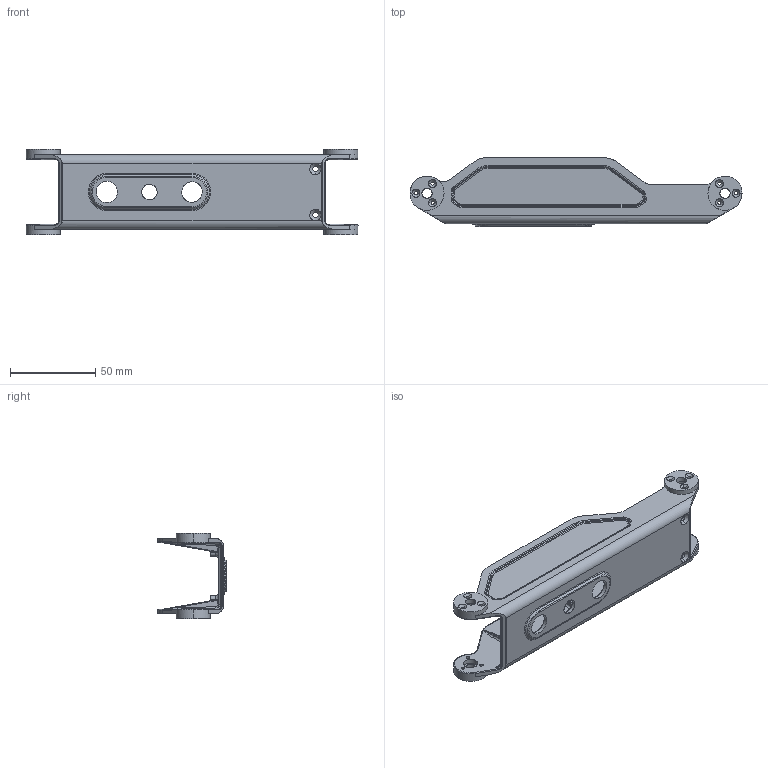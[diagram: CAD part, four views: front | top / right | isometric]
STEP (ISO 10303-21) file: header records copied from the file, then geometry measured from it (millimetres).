
FILE_DESCRIPTION(('FreeCAD Model'),'2;1');
FILE_NAME('Open CASCADE Shape Model','2024-08-05T12:28:41',('Author'),( ''),'Open CASCADE STEP processor 7.6','FreeCAD','Unknown');
FILE_SCHEMA(('AUTOMOTIVE_DESIGN { 1 0 10303 214 1 1 1 1 }'));
Length unit declared in the file: millimetre
Products named in the file (1): 2205007000-20210110001_5___
Bounding box: 195 x 40.5 x 50 mm (x, y, z)
Volume: 45353.2 mm3; surface area: 38211.3 mm2
Topology: 1 solids, 1 shells, 526 faces, 1316 edges, 801 vertices
Faces by surface type: cylinder 219, bspline 153, plane 86, cone 68
Entity records: 29362 total; most frequent: CARTESIAN_POINT 18693, ORIENTED_EDGE 2618, DIRECTION 1610, EDGE_CURVE 1309, VERTEX_POINT 800, AXIS2_PLACEMENT_3D 601, FACE_BOUND 581, EDGE_LOOP 581
